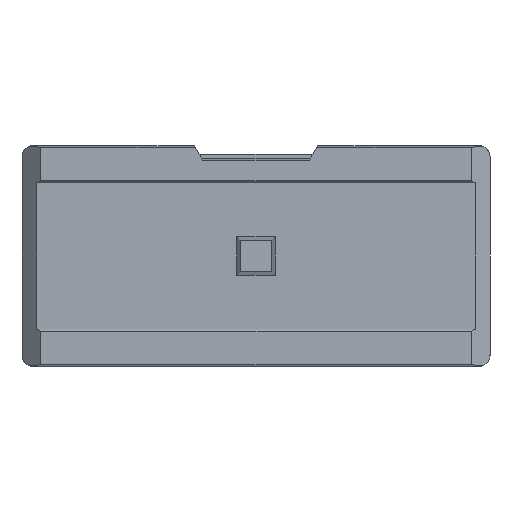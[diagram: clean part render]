
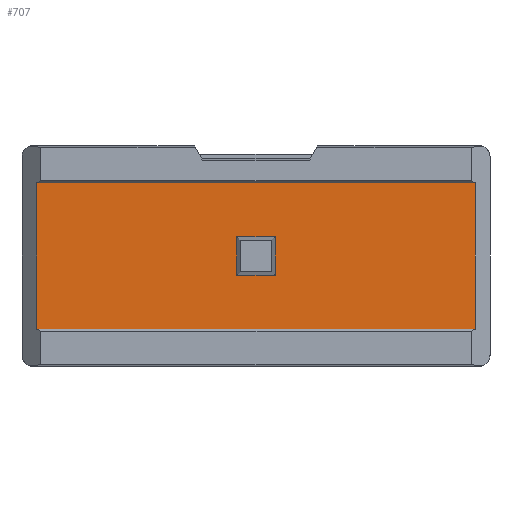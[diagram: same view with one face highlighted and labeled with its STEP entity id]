
A CAD part, front view. The second image highlights one B-rep face of the part: STEP entity #707.
In plain terms, the highlighted planar face has unit normal (0, -1, 0).
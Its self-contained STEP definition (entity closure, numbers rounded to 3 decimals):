
#152=ORIENTED_EDGE('',*,*,#259,.F.);
#153=ORIENTED_EDGE('',*,*,#328,.T.);
#154=ORIENTED_EDGE('',*,*,#262,.T.);
#155=ORIENTED_EDGE('',*,*,#329,.F.);
#156=ORIENTED_EDGE('',*,*,#323,.F.);
#157=ORIENTED_EDGE('',*,*,#330,.T.);
#158=ORIENTED_EDGE('',*,*,#325,.T.);
#159=ORIENTED_EDGE('',*,*,#331,.T.);
#259=EDGE_CURVE('',#356,#355,#426,.T.);
#262=EDGE_CURVE('',#358,#357,#429,.T.);
#323=EDGE_CURVE('',#405,#406,#470,.T.);
#325=EDGE_CURVE('',#407,#408,#472,.T.);
#328=EDGE_CURVE('',#356,#358,#475,.T.);
#329=EDGE_CURVE('',#355,#357,#476,.T.);
#330=EDGE_CURVE('',#405,#407,#477,.T.);
#331=EDGE_CURVE('',#408,#406,#478,.T.);
#355=VERTEX_POINT('',#1019);
#356=VERTEX_POINT('',#1022);
#357=VERTEX_POINT('',#1027);
#358=VERTEX_POINT('',#1029);
#405=VERTEX_POINT('',#1150);
#406=VERTEX_POINT('',#1152);
#407=VERTEX_POINT('',#1156);
#408=VERTEX_POINT('',#1157);
#426=LINE('',#1023,#507);
#429=LINE('',#1028,#510);
#470=LINE('',#1151,#551);
#472=LINE('',#1155,#553);
#475=LINE('',#1161,#556);
#476=LINE('',#1162,#557);
#477=LINE('',#1163,#558);
#478=LINE('',#1164,#559);
#507=VECTOR('',#819,1000.);
#510=VECTOR('',#824,1000.);
#551=VECTOR('',#933,1000.);
#553=VECTOR('',#937,1000.);
#556=VECTOR('',#942,1000.);
#557=VECTOR('',#943,1000.);
#558=VECTOR('',#944,1000.);
#559=VECTOR('',#945,1000.);
#595=EDGE_LOOP('',(#152,#153,#154,#155));
#596=EDGE_LOOP('',(#156,#157,#158,#159));
#634=FACE_BOUND('',#595,.T.);
#635=FACE_BOUND('',#596,.T.);
#669=PLANE('',#778);
#707=ADVANCED_FACE('',(#634,#635),#669,.T.);
#778=AXIS2_PLACEMENT_3D('',#1160,#940,#941);
#819=DIRECTION('',(-1.,0.,0.));
#824=DIRECTION('',(-1.,0.,0.));
#933=DIRECTION('',(-1.,0.,0.));
#937=DIRECTION('',(-1.,0.,0.));
#940=DIRECTION('',(0.,-1.,0.));
#941=DIRECTION('',(0.,0.,-1.));
#942=DIRECTION('',(0.,0.,-1.));
#943=DIRECTION('',(0.,0.,-1.));
#944=DIRECTION('',(0.,0.,1.));
#945=DIRECTION('',(0.,0.,-1.));
#1019=CARTESIAN_POINT('',(-0.52,0.1,0.52));
#1022=CARTESIAN_POINT('',(0.52,0.1,0.52));
#1023=CARTESIAN_POINT('',(0.52,0.1,0.52));
#1027=CARTESIAN_POINT('',(-0.52,0.1,-0.52));
#1028=CARTESIAN_POINT('',(0.52,0.1,-0.52));
#1029=CARTESIAN_POINT('',(0.52,0.1,-0.52));
#1150=CARTESIAN_POINT('',(5.85,0.1,-1.95));
#1151=CARTESIAN_POINT('',(6.25,0.1,-1.95));
#1152=CARTESIAN_POINT('',(-5.85,0.1,-1.95));
#1155=CARTESIAN_POINT('',(6.25,0.1,1.95));
#1156=CARTESIAN_POINT('',(5.85,0.1,1.95));
#1157=CARTESIAN_POINT('',(-5.85,0.1,1.95));
#1160=CARTESIAN_POINT('',(6.25,0.1,-1.95));
#1161=CARTESIAN_POINT('',(0.52,0.1,0.52));
#1162=CARTESIAN_POINT('',(-0.52,0.1,0.52));
#1163=CARTESIAN_POINT('',(5.85,0.1,-1.95));
#1164=CARTESIAN_POINT('',(-5.85,0.1,-1.95));
